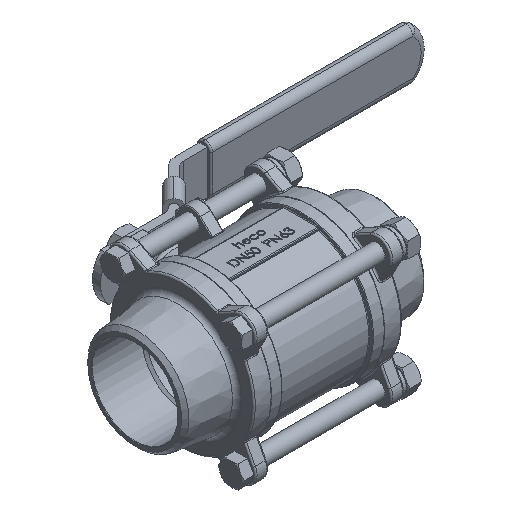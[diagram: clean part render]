
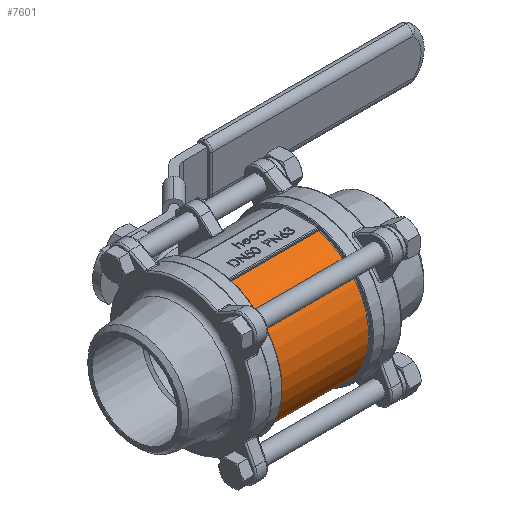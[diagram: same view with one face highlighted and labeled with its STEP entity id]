
A CAD part, isometric view. The second image highlights one B-rep face of the part: STEP entity #7601.
In plain terms, the highlighted cylindrical face has radius 42.25 mm (diameter 84.5 mm), a partial arc.
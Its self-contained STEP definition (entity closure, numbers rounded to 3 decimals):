
#3869 = ORIENTED_EDGE ( 'NONE', *, *, #55051, .T. ) ;
#3930 = ORIENTED_EDGE ( 'NONE', *, *, #55055, .T. ) ;
#5669 = ORIENTED_EDGE ( 'NONE', *, *, #55053, .T. ) ;
#5679 = ORIENTED_EDGE ( 'NONE', *, *, #55050, .T. ) ;
#7601 = ADVANCED_FACE ( 'NONE', ( #47238 ), #47327, .T. ) ;
#12416 = VERTEX_POINT ( 'NONE', #39883 ) ;
#12474 = VERTEX_POINT ( 'NONE', #39951 ) ;
#12479 = VERTEX_POINT ( 'NONE', #39958 ) ;
#12630 = VERTEX_POINT ( 'NONE', #37912 ) ;
#23982 = EDGE_LOOP ( 'NONE', ( #3930, #5669, #3869, #5679 ) ) ;
#26394 = AXIS2_PLACEMENT_3D ( 'NONE', #47330, #47350, #47352 ) ;
#29574 = VECTOR ( 'NONE', #31726, 1000. ) ;
#29582 = CIRCLE ( 'NONE', #29583, 42.25 ) ;
#29583 = AXIS2_PLACEMENT_3D ( 'NONE', #31723, #31724, #31725 ) ;
#29585 = CIRCLE ( 'NONE', #29587, 42.25 ) ;
#29586 = VECTOR ( 'NONE', #31732, 1000. ) ;
#29587 = AXIS2_PLACEMENT_3D ( 'NONE', #31729, #31730, #31731 ) ;
#31659 = CARTESIAN_POINT ( 'NONE',  ( 28., -11.293, -40.713 ) ) ;
#31720 = CARTESIAN_POINT ( 'NONE',  ( 28., -11.293, 40.713 ) ) ;
#31721 = LINE ( 'NONE', #31720, #29586 ) ;
#31722 = LINE ( 'NONE', #31659, #29574 ) ;
#31723 = CARTESIAN_POINT ( 'NONE',  ( 27.6, 0., 0. ) ) ;
#31724 = DIRECTION ( 'NONE',  ( -1., 0., 0. ) ) ;
#31725 = DIRECTION ( 'NONE',  ( 0., 0., -1. ) ) ;
#31726 = DIRECTION ( 'NONE',  ( 1., 0., 0. ) ) ;
#31729 = CARTESIAN_POINT ( 'NONE',  ( -27.6, 0., 0. ) ) ;
#31730 = DIRECTION ( 'NONE',  ( 1., 0., 0. ) ) ;
#31731 = DIRECTION ( 'NONE',  ( 0., 0., 1. ) ) ;
#31732 = DIRECTION ( 'NONE',  ( -1., 0., 0. ) ) ;
#37912 = CARTESIAN_POINT ( 'NONE',  ( -27.6, -11.293, 40.713 ) ) ;
#39883 = CARTESIAN_POINT ( 'NONE',  ( 27.6, -11.293, 40.713 ) ) ;
#39951 = CARTESIAN_POINT ( 'NONE',  ( 27.6, -11.293, -40.713 ) ) ;
#39958 = CARTESIAN_POINT ( 'NONE',  ( -27.6, -11.293, -40.713 ) ) ;
#47238 = FACE_OUTER_BOUND ( 'NONE', #23982, .T. ) ;
#47327 = CYLINDRICAL_SURFACE ( 'NONE', #26394, 42.25 ) ;
#47330 = CARTESIAN_POINT ( 'NONE',  ( 28., 0., 0. ) ) ;
#47350 = DIRECTION ( 'NONE',  ( -1., 0., 0. ) ) ;
#47352 = DIRECTION ( 'NONE',  ( 0., 0., 1. ) ) ;
#55050 = EDGE_CURVE ( 'NONE', #12474, #12416, #29582, .T. ) ;
#55051 = EDGE_CURVE ( 'NONE', #12479, #12474, #31722, .T. ) ;
#55053 = EDGE_CURVE ( 'NONE', #12630, #12479, #29585, .T. ) ;
#55055 = EDGE_CURVE ( 'NONE', #12416, #12630, #31721, .T. ) ;
